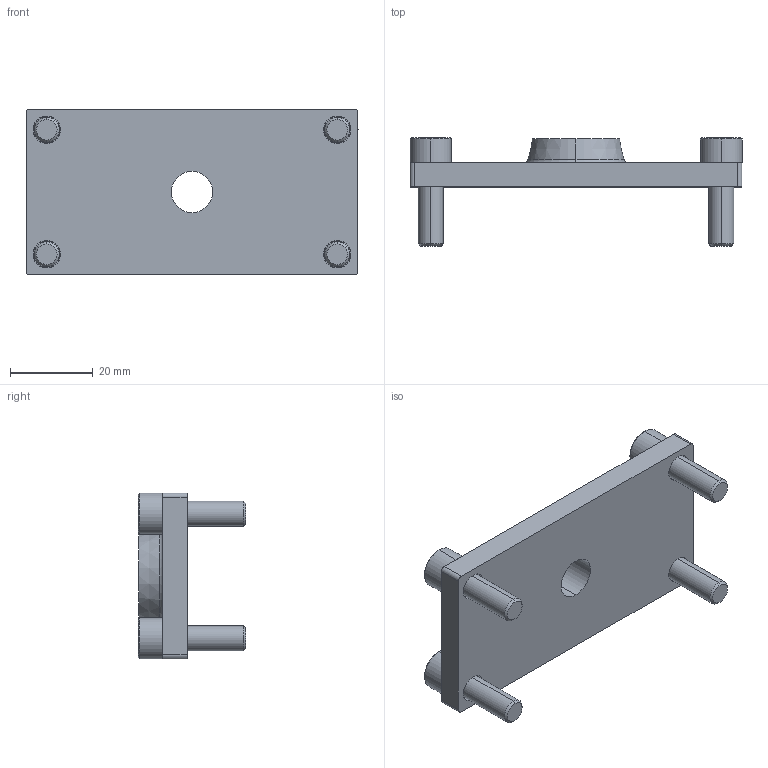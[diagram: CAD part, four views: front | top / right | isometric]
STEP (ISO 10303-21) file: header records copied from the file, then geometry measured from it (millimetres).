
FILE_DESCRIPTION (( 'STEP AP214' ), '1' );
FILE_NAME ('SNSD.30.50.59. Àäàïòåð 40õ80 äëÿ êðåïëåíèÿ îïîðû Ì12(À32).STEP', '2014-11-26T12:41:34', ( 'XTreme.ws' ), ( 'XTreme.ws' ), 'SwSTEP 2.0', 'SolidWorks 2014', '' );
FILE_SCHEMA (( 'AUTOMOTIVE_DESIGN' ));
Length unit declared in the file: millimetre
Products named in the file (3): SNSD.30.50.59. Àäàïòåð 40õ80 äëÿ êðåïëåíèÿ îïîðû Ì12(À32); SNSD.30.50.59. Áîëò(À31)À32_00; SNSD.30.50.59. Ïëàñòèíà(À31)À32_00
Assembly tree (5 placements, depth 2):
  SNSD.30.50.59. Àäàïòåð 40õ80 äëÿ êðåïëåíèÿ îïîðû Ì12(À32)
    SNSD.30.50.59. Ïëàñòèíà(À31)À32_00
    SNSD.30.50.59. Áîëò(À31)À32_00  x4
Bounding box: 80 x 26 x 40 mm (x, y, z)
Volume: 22891.2 mm3; surface area: 11620.4 mm2
Topology: 5 solids, 5 shells, 107 faces, 236 edges, 148 vertices
Faces by surface type: plane 47, cylinder 30, cone 20, torus 10
Entity records: 1556 total; most frequent: DIRECTION 274, CARTESIAN_POINT 235, ORIENTED_EDGE 220, EDGE_CURVE 110, AXIS2_PLACEMENT_3D 109, VERTEX_POINT 70, EDGE_LOOP 60, VECTOR 56
